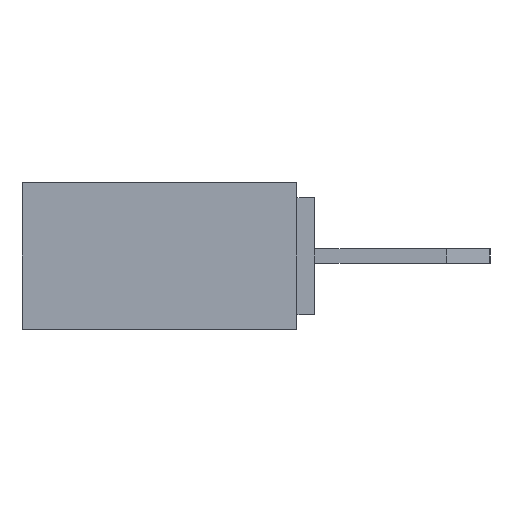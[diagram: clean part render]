
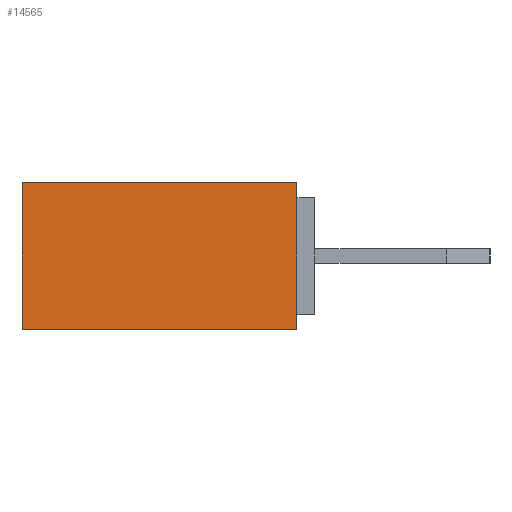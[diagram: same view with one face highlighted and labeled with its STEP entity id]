
A CAD part, left-side view. The second image highlights one B-rep face of the part: STEP entity #14565.
In plain terms, the highlighted planar face has unit normal (-1, 0, 0).
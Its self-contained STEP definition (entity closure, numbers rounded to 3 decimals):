
#69=DIRECTION('',(0.,1.,0.));
#70=VECTOR('',#69,4.7);
#71=CARTESIAN_POINT('',(-25.65,0.3,-1.25));
#72=LINE('',#71,#70);
#77=DIRECTION('',(0.,0.,1.));
#78=VECTOR('',#77,2.5);
#79=CARTESIAN_POINT('',(-25.65,5.,-1.25));
#80=LINE('',#79,#78);
#84=DIRECTION('',(0.,-1.,0.));
#85=VECTOR('',#84,4.7);
#86=CARTESIAN_POINT('',(-25.65,5.,1.25));
#87=LINE('',#86,#85);
#105=DIRECTION('',(0.,0.,1.));
#106=VECTOR('',#105,2.5);
#107=CARTESIAN_POINT('',(-25.65,0.3,-1.25));
#108=LINE('',#107,#106);
#12278=CARTESIAN_POINT('',(-25.65,5.,-1.25));
#12279=CARTESIAN_POINT('',(-25.65,5.,1.25));
#12280=VERTEX_POINT('',#12278);
#12281=VERTEX_POINT('',#12279);
#12478=CARTESIAN_POINT('',(-25.65,0.3,1.25));
#12480=VERTEX_POINT('',#12478);
#12482=CARTESIAN_POINT('',(-25.65,0.3,-1.25));
#12484=VERTEX_POINT('',#12482);
#14550=CARTESIAN_POINT('',(-25.65,0.,0.));
#14551=DIRECTION('',(1.,0.,0.));
#14552=DIRECTION('',(0.,0.,-1.));
#14553=AXIS2_PLACEMENT_3D('',#14550,#14551,#14552);
#14554=PLANE('',#14553);
#14556=ORIENTED_EDGE('',*,*,#14555,.F.);
#14558=ORIENTED_EDGE('',*,*,#14557,.T.);
#14560=ORIENTED_EDGE('',*,*,#14559,.T.);
#14562=ORIENTED_EDGE('',*,*,#14561,.T.);
#14563=EDGE_LOOP('',(#14556,#14558,#14560,#14562));
#14564=FACE_OUTER_BOUND('',#14563,.F.);
#14565=ADVANCED_FACE('',(#14564),#14554,.F.);
#14555=EDGE_CURVE('',#12484,#12480,#108,.T.);
#14557=EDGE_CURVE('',#12484,#12280,#72,.T.);
#14559=EDGE_CURVE('',#12280,#12281,#80,.T.);
#14561=EDGE_CURVE('',#12281,#12480,#87,.T.);
